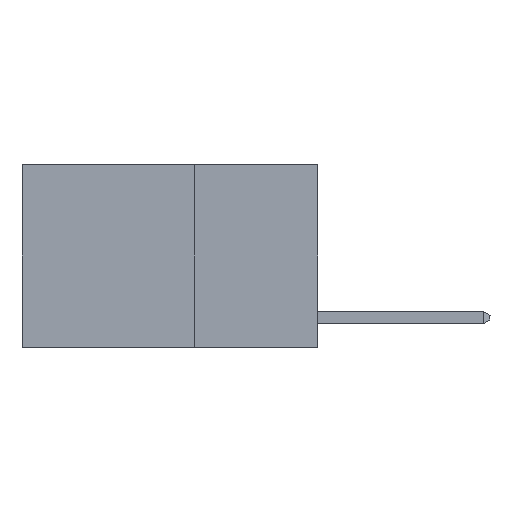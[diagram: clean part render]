
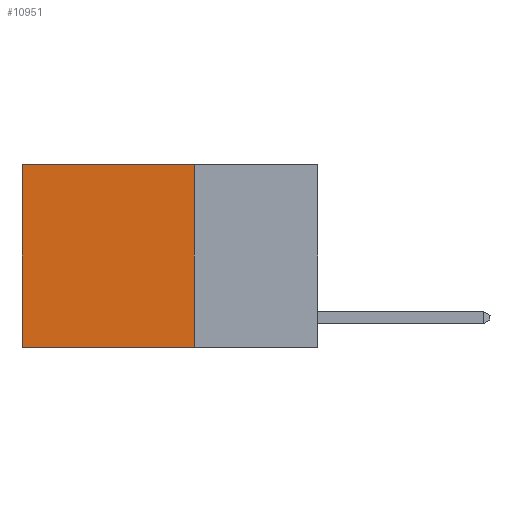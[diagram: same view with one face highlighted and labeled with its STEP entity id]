
A CAD part, left-side view. The second image highlights one B-rep face of the part: STEP entity #10951.
In plain terms, the highlighted planar face has unit normal (-1, 0, 0).
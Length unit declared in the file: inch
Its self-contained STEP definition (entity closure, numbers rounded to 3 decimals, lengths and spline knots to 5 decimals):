
#432 = EDGE_CURVE ( 'NONE', #4271, #19782, #5406, .T. ) ;
#526 = CARTESIAN_POINT ( 'NONE',  ( 0.2625, 0.6, 0. ) ) ;
#804 = CARTESIAN_POINT ( 'NONE',  ( 0.2625, 0.25, -0.37 ) ) ;
#933 = DIRECTION ( 'NONE',  ( 0., 0., -1. ) ) ;
#1302 = VERTEX_POINT ( 'NONE', #19332 ) ;
#2091 = ORIENTED_EDGE ( 'NONE', *, *, #14370, .T. ) ;
#2558 = ORIENTED_EDGE ( 'NONE', *, *, #14760, .F. ) ;
#4102 = ORIENTED_EDGE ( 'NONE', *, *, #432, .T. ) ;
#4271 = VERTEX_POINT ( 'NONE', #526 ) ;
#4675 = VECTOR ( 'NONE', #933, 39.37008 ) ;
#5406 = LINE ( 'NONE', #15088, #11517 ) ;
#6654 = VECTOR ( 'NONE', #20119, 39.37008 ) ;
#6744 = VECTOR ( 'NONE', #18136, 39.37008 ) ;
#7740 = CARTESIAN_POINT ( 'NONE',  ( 0.2625, 0.25, -0.37 ) ) ;
#8095 = DIRECTION ( 'NONE',  ( 1., 0., 0. ) ) ;
#9645 = DIRECTION ( 'NONE',  ( 0., 0., -1. ) ) ;
#10593 = AXIS2_PLACEMENT_3D ( 'NONE', #13061, #8095, #9645 ) ;
#10622 = EDGE_LOOP ( 'NONE', ( #4102, #2558, #14590, #2091 ) ) ;
#10951 = ADVANCED_FACE ( 'NONE', ( #14480 ), #12918, .F. ) ;
#11295 = LINE ( 'NONE', #7740, #6654 ) ;
#11517 = VECTOR ( 'NONE', #16678, 39.37008 ) ;
#12077 = CARTESIAN_POINT ( 'NONE',  ( 0.2625, 0.25, 0. ) ) ;
#12325 = CARTESIAN_POINT ( 'NONE',  ( 0.2625, 0.25, 0. ) ) ;
#12918 = PLANE ( 'NONE',  #10593 ) ;
#13061 = CARTESIAN_POINT ( 'NONE',  ( 0.2625, 0.25, 0. ) ) ;
#14370 = EDGE_CURVE ( 'NONE', #1302, #4271, #17784, .T. ) ;
#14480 = FACE_OUTER_BOUND ( 'NONE', #10622, .T. ) ;
#14590 = ORIENTED_EDGE ( 'NONE', *, *, #14834, .F. ) ;
#14760 = EDGE_CURVE ( 'NONE', #17726, #19782, #11295, .T. ) ;
#14834 = EDGE_CURVE ( 'NONE', #1302, #17726, #15014, .T. ) ;
#15014 = LINE ( 'NONE', #12077, #4675 ) ;
#15088 = CARTESIAN_POINT ( 'NONE',  ( 0.2625, 0.6, 0. ) ) ;
#16678 = DIRECTION ( 'NONE',  ( 0., 0., -1. ) ) ;
#17726 = VERTEX_POINT ( 'NONE', #804 ) ;
#17784 = LINE ( 'NONE', #12325, #6744 ) ;
#18136 = DIRECTION ( 'NONE',  ( 0., 1., 0. ) ) ;
#18971 = CARTESIAN_POINT ( 'NONE',  ( 0.2625, 0.6, -0.37 ) ) ;
#19332 = CARTESIAN_POINT ( 'NONE',  ( 0.2625, 0.25, 0. ) ) ;
#19782 = VERTEX_POINT ( 'NONE', #18971 ) ;
#20119 = DIRECTION ( 'NONE',  ( 0., 1., 0. ) ) ;
